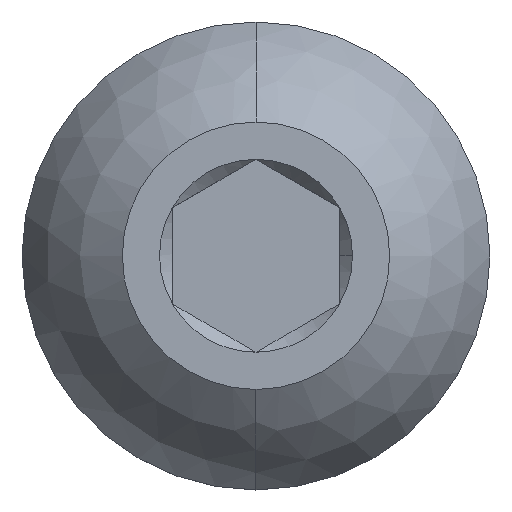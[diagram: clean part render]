
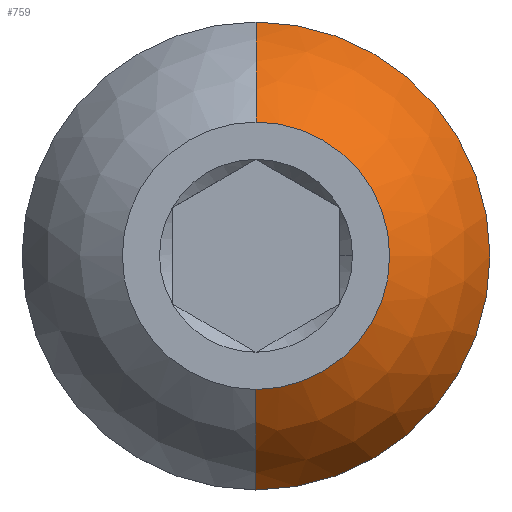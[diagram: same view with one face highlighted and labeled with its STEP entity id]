
A CAD part, top view. The second image highlights one B-rep face of the part: STEP entity #759.
In plain terms, the highlighted spherical face has radius 7.447 mm.
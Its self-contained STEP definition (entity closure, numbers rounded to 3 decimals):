
#8 = CIRCLE ( 'NONE', #775, 7.447 ) ;
#14 = EDGE_CURVE ( 'NONE', #389, #461, #8, .T. ) ;
#15 = CARTESIAN_POINT ( 'NONE',  ( 0., 0., 10.96 ) ) ;
#70 = ORIENTED_EDGE ( 'NONE', *, *, #609, .T. ) ;
#80 = CARTESIAN_POINT ( 'NONE',  ( 0., 4., 14.7 ) ) ;
#85 = DIRECTION ( 'NONE',  ( -1., 0., 0. ) ) ;
#89 = CIRCLE ( 'NONE', #214, 4. ) ;
#140 = CARTESIAN_POINT ( 'NONE',  ( 0., 0., 8.418 ) ) ;
#157 = DIRECTION ( 'NONE',  ( 0., -1., 0. ) ) ;
#162 = ORIENTED_EDGE ( 'NONE', *, *, #709, .T. ) ;
#180 = DIRECTION ( 'NONE',  ( 0., 0., -1. ) ) ;
#205 = VERTEX_POINT ( 'NONE', #436 ) ;
#214 = AXIS2_PLACEMENT_3D ( 'NONE', #517, #644, #761 ) ;
#263 = ORIENTED_EDGE ( 'NONE', *, *, #479, .T. ) ;
#268 = DIRECTION ( 'NONE',  ( 0., 0., 1. ) ) ;
#294 = CARTESIAN_POINT ( 'NONE',  ( 0., 0., 10.96 ) ) ;
#375 = EDGE_LOOP ( 'NONE', ( #441, #162, #263, #70, #724 ) ) ;
#387 = DIRECTION ( 'NONE',  ( 1., 0., 0. ) ) ;
#389 = VERTEX_POINT ( 'NONE', #605 ) ;
#406 = CARTESIAN_POINT ( 'NONE',  ( 0., 0., 8.418 ) ) ;
#414 = SPHERICAL_SURFACE ( 'NONE', #767, 7.447 ) ;
#436 = CARTESIAN_POINT ( 'NONE',  ( 7., 0., 10.96 ) ) ;
#441 = ORIENTED_EDGE ( 'NONE', *, *, #14, .F. ) ;
#456 = CIRCLE ( 'NONE', #790, 7. ) ;
#461 = VERTEX_POINT ( 'NONE', #482 ) ;
#473 = CIRCLE ( 'NONE', #550, 7. ) ;
#479 = EDGE_CURVE ( 'NONE', #205, #502, #473, .T. ) ;
#482 = CARTESIAN_POINT ( 'NONE',  ( 0., -4., 14.7 ) ) ;
#502 = VERTEX_POINT ( 'NONE', #745 ) ;
#517 = CARTESIAN_POINT ( 'NONE',  ( 0., 0., 14.7 ) ) ;
#526 = CIRCLE ( 'NONE', #678, 7.447 ) ;
#548 = DIRECTION ( 'NONE',  ( 1., 0., 0. ) ) ;
#550 = AXIS2_PLACEMENT_3D ( 'NONE', #294, #645, #548 ) ;
#566 = CARTESIAN_POINT ( 'NONE',  ( 0., 0., 8.418 ) ) ;
#592 = DIRECTION ( 'NONE',  ( 0., 0., -1. ) ) ;
#605 = CARTESIAN_POINT ( 'NONE',  ( 0., -7., 10.96 ) ) ;
#609 = EDGE_CURVE ( 'NONE', #502, #693, #526, .T. ) ;
#644 = DIRECTION ( 'NONE',  ( 0., 0., 1. ) ) ;
#645 = DIRECTION ( 'NONE',  ( 0., 0., 1. ) ) ;
#656 = DIRECTION ( 'NONE',  ( 0., 1., 0. ) ) ;
#677 = DIRECTION ( 'NONE',  ( 1., 0., 0. ) ) ;
#678 = AXIS2_PLACEMENT_3D ( 'NONE', #566, #677, #180 ) ;
#693 = VERTEX_POINT ( 'NONE', #80 ) ;
#698 = EDGE_CURVE ( 'NONE', #461, #693, #89, .T. ) ;
#709 = EDGE_CURVE ( 'NONE', #389, #205, #456, .T. ) ;
#724 = ORIENTED_EDGE ( 'NONE', *, *, #698, .F. ) ;
#725 = FACE_OUTER_BOUND ( 'NONE', #375, .T. ) ;
#745 = CARTESIAN_POINT ( 'NONE',  ( 0., 7., 10.96 ) ) ;
#759 = ADVANCED_FACE ( 'NONE', ( #725 ), #414, .T. ) ;
#761 = DIRECTION ( 'NONE',  ( 1., 0., 0. ) ) ;
#767 = AXIS2_PLACEMENT_3D ( 'NONE', #406, #592, #656 ) ;
#775 = AXIS2_PLACEMENT_3D ( 'NONE', #140, #85, #157 ) ;
#790 = AXIS2_PLACEMENT_3D ( 'NONE', #15, #268, #387 ) ;
